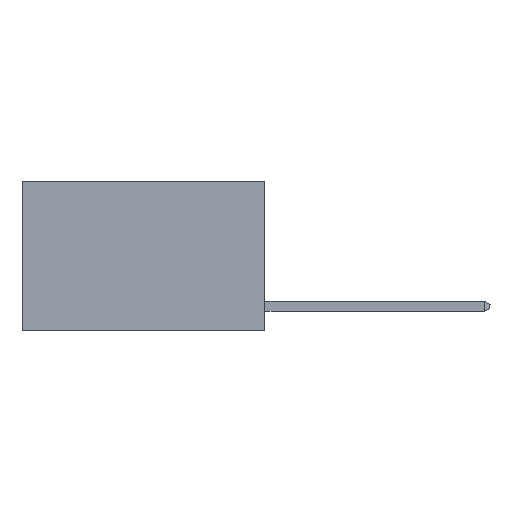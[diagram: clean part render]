
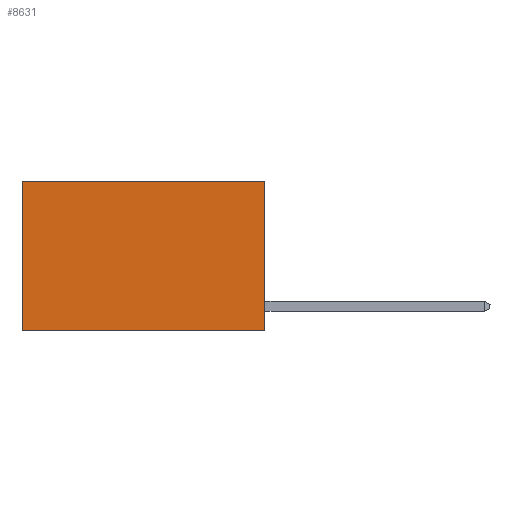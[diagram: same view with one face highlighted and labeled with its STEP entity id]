
A CAD part, left-side view. The second image highlights one B-rep face of the part: STEP entity #8631.
In plain terms, the highlighted planar face has unit normal (-1, 0, 0).
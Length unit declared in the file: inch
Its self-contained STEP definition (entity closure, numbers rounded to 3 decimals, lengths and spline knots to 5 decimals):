
#577 = DIRECTION ( 'NONE',  ( 0., 0., -1. ) ) ;
#730 = CARTESIAN_POINT ( 'NONE',  ( 0.2625, 0., 0. ) ) ;
#968 = CARTESIAN_POINT ( 'NONE',  ( 0.2625, 0., -0.37 ) ) ;
#1953 = DIRECTION ( 'NONE',  ( 0., 0., -1. ) ) ;
#2032 = DIRECTION ( 'NONE',  ( 0., 0., -1. ) ) ;
#2369 = ORIENTED_EDGE ( 'NONE', *, *, #25462, .F. ) ;
#3310 = CARTESIAN_POINT ( 'NONE',  ( 0.2625, 0.6, 0. ) ) ;
#3655 = CARTESIAN_POINT ( 'NONE',  ( 0.2625, 0.6, -0.37 ) ) ;
#3689 = VERTEX_POINT ( 'NONE', #3310 ) ;
#4127 = VERTEX_POINT ( 'NONE', #11647 ) ;
#4231 = PLANE ( 'NONE',  #13539 ) ;
#4467 = VECTOR ( 'NONE', #14620, 39.37008 ) ;
#4976 = EDGE_LOOP ( 'NONE', ( #26727, #26271, #2369, #24876 ) ) ;
#5180 = LINE ( 'NONE', #968, #4467 ) ;
#5894 = DIRECTION ( 'NONE',  ( 0., 1., 0. ) ) ;
#6020 = VERTEX_POINT ( 'NONE', #3655 ) ;
#7438 = VECTOR ( 'NONE', #577, 39.37008 ) ;
#7681 = LINE ( 'NONE', #17833, #18997 ) ;
#8631 = ADVANCED_FACE ( 'NONE', ( #21053 ), #4231, .F. ) ;
#9014 = VECTOR ( 'NONE', #5894, 39.37008 ) ;
#11114 = CARTESIAN_POINT ( 'NONE',  ( 0.2625, 0., 0. ) ) ;
#11647 = CARTESIAN_POINT ( 'NONE',  ( 0.2625, 0., -0.37 ) ) ;
#13539 = AXIS2_PLACEMENT_3D ( 'NONE', #11114, #15676, #2032 ) ;
#14243 = CARTESIAN_POINT ( 'NONE',  ( 0.2625, 0.6, 0. ) ) ;
#14620 = DIRECTION ( 'NONE',  ( 0., 1., 0. ) ) ;
#15080 = LINE ( 'NONE', #21647, #9014 ) ;
#15676 = DIRECTION ( 'NONE',  ( 1., 0., 0. ) ) ;
#17560 = VERTEX_POINT ( 'NONE', #730 ) ;
#17833 = CARTESIAN_POINT ( 'NONE',  ( 0.2625, 0., 0. ) ) ;
#18431 = EDGE_CURVE ( 'NONE', #17560, #3689, #15080, .T. ) ;
#18997 = VECTOR ( 'NONE', #1953, 39.37008 ) ;
#21053 = FACE_OUTER_BOUND ( 'NONE', #4976, .T. ) ;
#21477 = EDGE_CURVE ( 'NONE', #3689, #6020, #24680, .T. ) ;
#21647 = CARTESIAN_POINT ( 'NONE',  ( 0.2625, 0., 0. ) ) ;
#23334 = EDGE_CURVE ( 'NONE', #4127, #6020, #5180, .T. ) ;
#24680 = LINE ( 'NONE', #14243, #7438 ) ;
#24876 = ORIENTED_EDGE ( 'NONE', *, *, #18431, .T. ) ;
#25462 = EDGE_CURVE ( 'NONE', #17560, #4127, #7681, .T. ) ;
#26271 = ORIENTED_EDGE ( 'NONE', *, *, #23334, .F. ) ;
#26727 = ORIENTED_EDGE ( 'NONE', *, *, #21477, .T. ) ;
